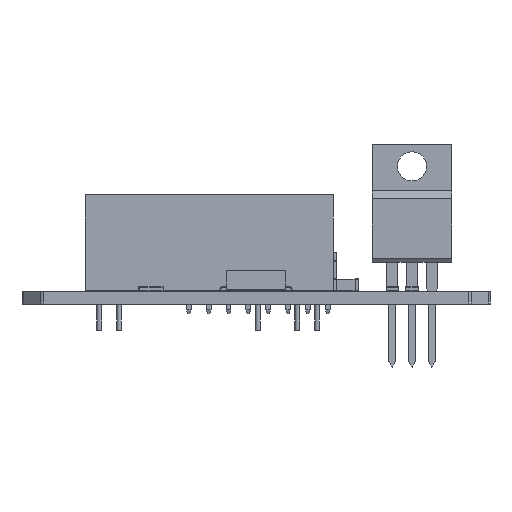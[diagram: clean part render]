
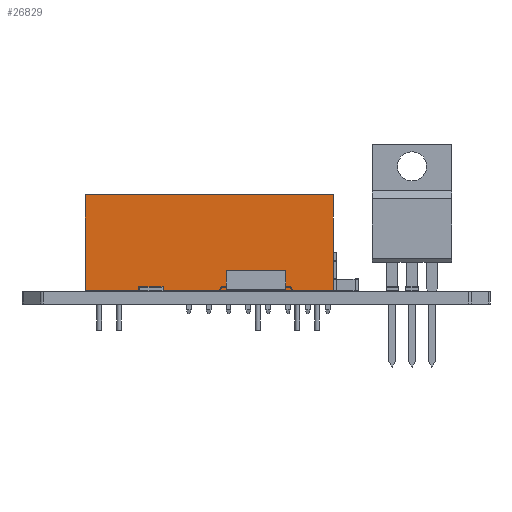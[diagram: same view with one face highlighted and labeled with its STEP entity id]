
A CAD part, front view. The second image highlights one B-rep face of the part: STEP entity #26829.
In plain terms, the highlighted face is planar.
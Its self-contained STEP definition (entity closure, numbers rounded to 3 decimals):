
#26731 = EDGE_CURVE('',#26732,#26734,#26736,.T.);
#26732 = VERTEX_POINT('',#26733);
#26733 = CARTESIAN_POINT('',(17.77,-29.74,0.1));
#26734 = VERTEX_POINT('',#26735);
#26735 = CARTESIAN_POINT('',(17.77,-29.74,12.35));
#26736 = LINE('',#26737,#26738);
#26737 = CARTESIAN_POINT('',(17.77,-29.74,0.1));
#26738 = VECTOR('',#26739,1.);
#26739 = DIRECTION('',(0.,0.,1.));
#26804 = VERTEX_POINT('',#26805);
#26805 = CARTESIAN_POINT('',(17.77,2.06,12.35));
#26811 = EDGE_CURVE('',#26812,#26804,#26814,.T.);
#26812 = VERTEX_POINT('',#26813);
#26813 = CARTESIAN_POINT('',(17.77,2.06,0.1));
#26814 = LINE('',#26815,#26816);
#26815 = CARTESIAN_POINT('',(17.77,2.06,0.1));
#26816 = VECTOR('',#26817,1.);
#26817 = DIRECTION('',(0.,0.,1.));
#26829 = ADVANCED_FACE('',(#26830),#26846,.T.);
#26830 = FACE_BOUND('',#26831,.T.);
#26831 = EDGE_LOOP('',(#26832,#26833,#26839,#26840));
#26832 = ORIENTED_EDGE('',*,*,#26811,.T.);
#26833 = ORIENTED_EDGE('',*,*,#26834,.T.);
#26834 = EDGE_CURVE('',#26804,#26734,#26835,.T.);
#26835 = LINE('',#26836,#26837);
#26836 = CARTESIAN_POINT('',(17.77,2.06,12.35));
#26837 = VECTOR('',#26838,1.);
#26838 = DIRECTION('',(0.,-1.,0.));
#26839 = ORIENTED_EDGE('',*,*,#26731,.F.);
#26840 = ORIENTED_EDGE('',*,*,#26841,.F.);
#26841 = EDGE_CURVE('',#26812,#26732,#26842,.T.);
#26842 = LINE('',#26843,#26844);
#26843 = CARTESIAN_POINT('',(17.77,2.06,0.1));
#26844 = VECTOR('',#26845,1.);
#26845 = DIRECTION('',(0.,-1.,0.));
#26846 = PLANE('',#26847);
#26847 = AXIS2_PLACEMENT_3D('',#26848,#26849,#26850);
#26848 = CARTESIAN_POINT('',(17.77,2.06,0.1));
#26849 = DIRECTION('',(1.,0.,0.));
#26850 = DIRECTION('',(0.,-1.,0.));
